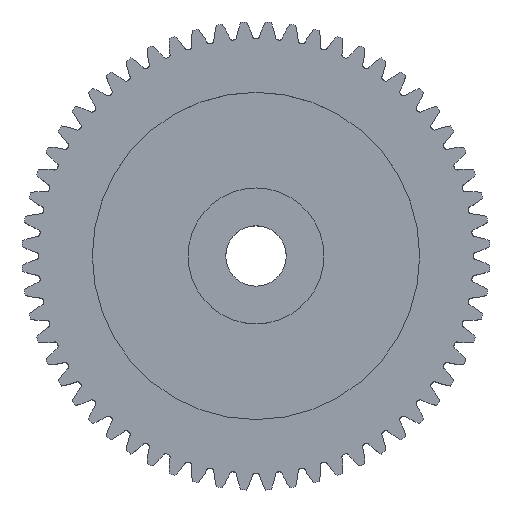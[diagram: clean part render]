
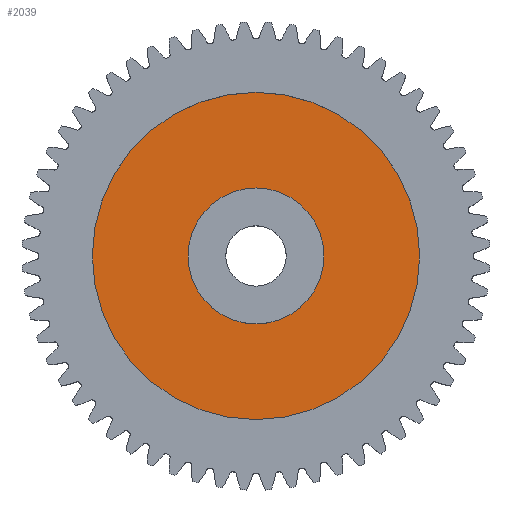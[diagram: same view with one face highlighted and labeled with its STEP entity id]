
A CAD part, top view. The second image highlights one B-rep face of the part: STEP entity #2039.
In plain terms, the highlighted planar face has unit normal (0, 0, 1).
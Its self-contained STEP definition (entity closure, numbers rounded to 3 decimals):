
#1997 = ORIENTED_EDGE ( 'NONE', *, *, #2000, .T. ) ;
#2000 = EDGE_CURVE ( 'NONE', #2255, #2174, #7864, .T. ) ;
#2001 = EDGE_LOOP ( 'NONE', ( #2002, #1997 ) ) ;
#2002 = ORIENTED_EDGE ( 'NONE', *, *, #2175, .T. ) ;
#2009 = EDGE_CURVE ( 'NONE', #2117, #2118, #7843, .T. ) ;
#2016 = EDGE_LOOP ( 'NONE', ( #2020, #2018 ) ) ;
#2018 = ORIENTED_EDGE ( 'NONE', *, *, #2119, .F. ) ;
#2020 = ORIENTED_EDGE ( 'NONE', *, *, #2009, .F. ) ;
#2039 = ADVANCED_FACE ( 'NONE', ( #7869, #7875 ), #7874, .F. ) ;
#2117 = VERTEX_POINT ( 'NONE', #7793 ) ;
#2118 = VERTEX_POINT ( 'NONE', #7809 ) ;
#2119 = EDGE_CURVE ( 'NONE', #2118, #2117, #7775, .T. ) ;
#2174 = VERTEX_POINT ( 'NONE', #7995 ) ;
#2175 = EDGE_CURVE ( 'NONE', #2174, #2255, #7991, .T. ) ;
#2255 = VERTEX_POINT ( 'NONE', #8164 ) ;
#7775 = CIRCLE ( 'NONE', #7790, 32.5 ) ;
#7787 = DIRECTION ( 'NONE',  ( -1., 0., 0. ) ) ;
#7788 = DIRECTION ( 'NONE',  ( 0., 0., -1. ) ) ;
#7789 = CARTESIAN_POINT ( 'NONE',  ( 0., 0., 8.5 ) ) ;
#7790 = AXIS2_PLACEMENT_3D ( 'NONE', #7789, #7788, #7787 ) ;
#7793 = CARTESIAN_POINT ( 'NONE',  ( -32.5, 0., 8.5 ) ) ;
#7809 = CARTESIAN_POINT ( 'NONE',  ( 32.5, 0., 8.5 ) ) ;
#7843 = CIRCLE ( 'NONE', #7901, 32.5 ) ;
#7856 = DIRECTION ( 'NONE',  ( -1., 0., 0. ) ) ;
#7857 = DIRECTION ( 'NONE',  ( 0., 0., -1. ) ) ;
#7858 = CARTESIAN_POINT ( 'NONE',  ( 0., 0., 8.5 ) ) ;
#7859 = AXIS2_PLACEMENT_3D ( 'NONE', #7858, #7857, #7856 ) ;
#7864 = CIRCLE ( 'NONE', #7859, 13.5 ) ;
#7869 = FACE_BOUND ( 'NONE', #2001, .T. ) ;
#7870 = AXIS2_PLACEMENT_3D ( 'NONE', #7925, #7924, #7923 ) ;
#7874 = PLANE ( 'NONE',  #7870 ) ;
#7875 = FACE_OUTER_BOUND ( 'NONE', #2016, .T. ) ;
#7897 = DIRECTION ( 'NONE',  ( -1., 0., 0. ) ) ;
#7898 = DIRECTION ( 'NONE',  ( 0., 0., -1. ) ) ;
#7899 = CARTESIAN_POINT ( 'NONE',  ( 0., 0., 8.5 ) ) ;
#7901 = AXIS2_PLACEMENT_3D ( 'NONE', #7899, #7898, #7897 ) ;
#7923 = DIRECTION ( 'NONE',  ( -1., 0., 0. ) ) ;
#7924 = DIRECTION ( 'NONE',  ( 0., 0., -1. ) ) ;
#7925 = CARTESIAN_POINT ( 'NONE',  ( 0., 0., 8.5 ) ) ;
#7991 = CIRCLE ( 'NONE', #8067, 13.5 ) ;
#7995 = CARTESIAN_POINT ( 'NONE',  ( -13.5, 0., 8.5 ) ) ;
#8064 = DIRECTION ( 'NONE',  ( -1., 0., 0. ) ) ;
#8065 = DIRECTION ( 'NONE',  ( 0., 0., -1. ) ) ;
#8066 = CARTESIAN_POINT ( 'NONE',  ( 0., 0., 8.5 ) ) ;
#8067 = AXIS2_PLACEMENT_3D ( 'NONE', #8066, #8065, #8064 ) ;
#8164 = CARTESIAN_POINT ( 'NONE',  ( 13.5, 0., 8.5 ) ) ;
